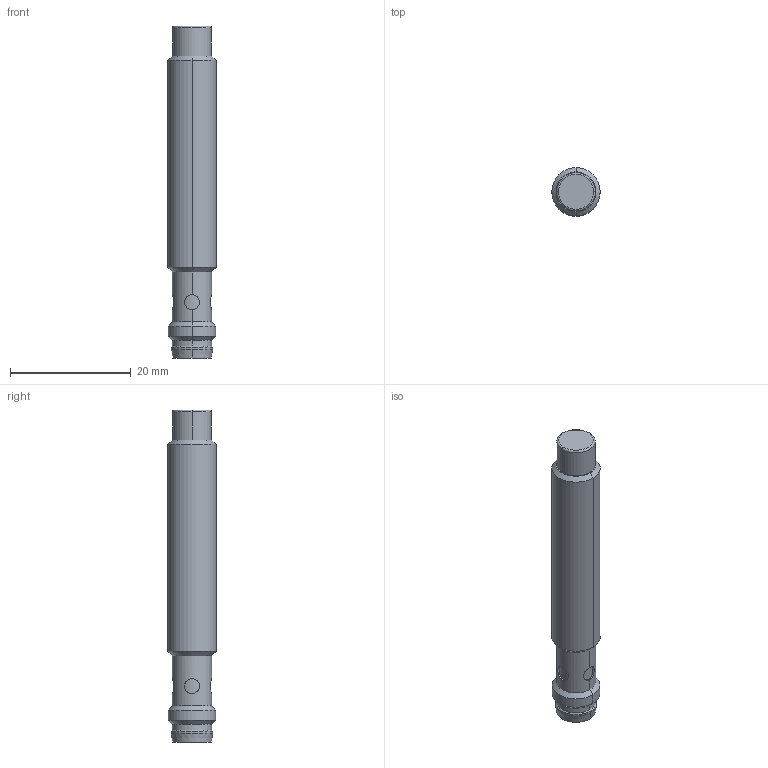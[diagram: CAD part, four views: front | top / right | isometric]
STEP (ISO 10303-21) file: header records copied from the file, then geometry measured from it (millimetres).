
FILE_DESCRIPTION((''),'2;1');
FILE_NAME('DM_CAD-6122_03ADR6_15_ASM','2018-10-15T',('creinig-se'),(''),'PRO/ENGINEER BY PARAMETRIC TECHNOLOGY CORPORATION, 2015440','PRO/ENGINEER BY PARAMETRIC TECHNOLOGY CORPORATION, 2015440','');
FILE_SCHEMA(('CONFIG_CONTROL_DESIGN'));
Length unit declared in the file: millimetre
Products named in the file (4): DM_CAD-6043_04BB29; DM_CAD-6115_04D9J2_15; DM_CAD-6058_04D7G9; DM_CAD-6122_03ADR6_15_ASM
Assembly tree (3 placements, depth 2):
  DM_CAD-6122_03ADR6_15_ASM
    DM_CAD-6043_04BB29
    DM_CAD-6115_04D9J2_15
    DM_CAD-6058_04D7G9
Bounding box: 8 x 8 x 55 mm (x, y, z)
Volume: 2173.3 mm3; surface area: 2102 mm2
Topology: 3 solids, 3 shells, 110 faces, 309 edges, 225 vertices
Faces by surface type: cylinder 48, cone 38, plane 12, torus 6, sphere 6
Entity records: 4825 total; most frequent: CARTESIAN_POINT 848, DIRECTION 671, ORIENTED_EDGE 468, PRESENTATION_STYLE_ASSIGNMENT 324, STYLED_ITEM 324, CURVE_STYLE 315, AXIS2_PLACEMENT_3D 264, EDGE_CURVE 234
